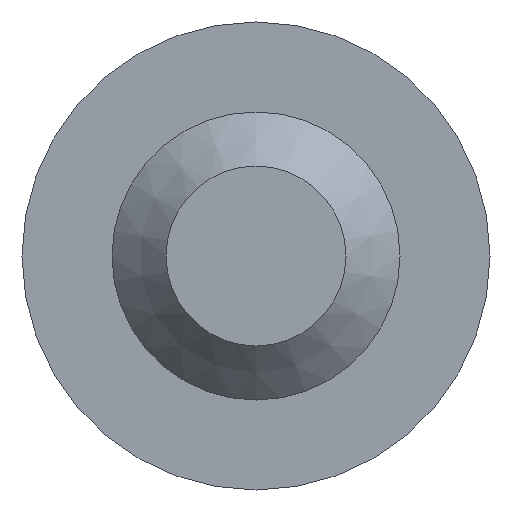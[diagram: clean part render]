
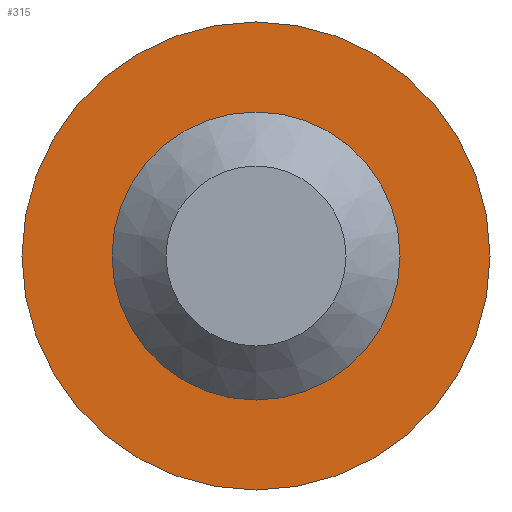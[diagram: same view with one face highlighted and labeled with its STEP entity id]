
A CAD part, front view. The second image highlights one B-rep face of the part: STEP entity #315.
In plain terms, the highlighted planar face has unit normal (0, -1, 0).
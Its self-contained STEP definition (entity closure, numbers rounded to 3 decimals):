
#23=CIRCLE('',#332,6.5);
#25=CIRCLE('',#338,4.);
#69=ORIENTED_EDGE('',*,*,#99,.T.);
#70=ORIENTED_EDGE('',*,*,#95,.F.);
#95=EDGE_CURVE('',#115,#115,#23,.T.);
#99=EDGE_CURVE('',#117,#117,#25,.T.);
#115=VERTEX_POINT('',#443);
#117=VERTEX_POINT('',#453);
#167=EDGE_LOOP('',(#69));
#168=EDGE_LOOP('',(#70));
#187=FACE_BOUND('',#167,.T.);
#188=FACE_BOUND('',#168,.T.);
#204=PLANE('',#337);
#315=ADVANCED_FACE('',(#187,#188),#204,.F.);
#332=AXIS2_PLACEMENT_3D('',#442,#377,#378);
#337=AXIS2_PLACEMENT_3D('',#451,#389,#390);
#338=AXIS2_PLACEMENT_3D('',#452,#391,#392);
#377=DIRECTION('',(0.,1.,0.));
#378=DIRECTION('',(1.,0.,0.));
#389=DIRECTION('',(0.,1.,0.));
#390=DIRECTION('',(0.,0.,1.));
#391=DIRECTION('',(0.,1.,0.));
#392=DIRECTION('',(1.,0.,0.));
#442=CARTESIAN_POINT('',(0.,-3.,0.));
#443=CARTESIAN_POINT('',(6.5,-3.,0.));
#451=CARTESIAN_POINT('',(0.,-3.,0.));
#452=CARTESIAN_POINT('',(0.,-3.,0.));
#453=CARTESIAN_POINT('',(4.,-3.,0.));
